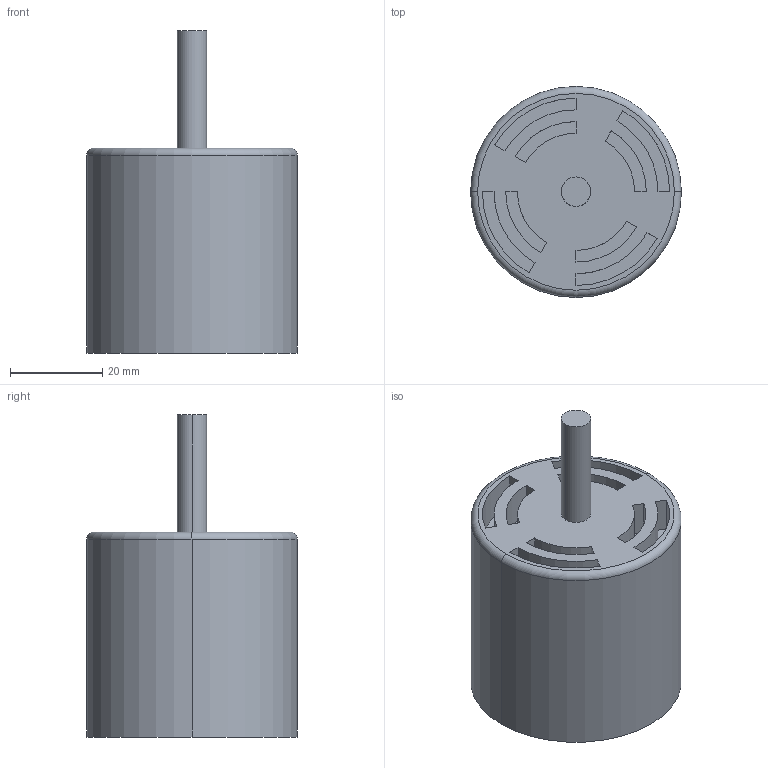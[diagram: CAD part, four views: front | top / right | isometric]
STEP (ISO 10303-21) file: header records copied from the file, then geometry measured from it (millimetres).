
FILE_DESCRIPTION (( 'STEP AP203' ), '1' );
FILE_NAME ('Drone Motor_Default_sldprt.STEP', '2024-10-20T16:50:20', ( '' ), ( '' ), 'SwSTEP 2.0', 'SolidWorks 2024', '' );
FILE_SCHEMA (( 'CONFIG_CONTROL_DESIGN' ));
Length unit declared in the file: millimetre
Products named in the file (1): Drone Motor_Default_sldprt
Bounding box: 45.72 x 45.72 x 69.85 mm (x, y, z)
Volume: 71031.8 mm3; surface area: 12497.3 mm2
Topology: 1 solids, 1 shells, 49 faces, 112 edges, 74 vertices
Faces by surface type: plane 27, cylinder 20, torus 2
Entity records: 1471 total; most frequent: DIRECTION 256, CARTESIAN_POINT 236, ORIENTED_EDGE 224, EDGE_CURVE 112, AXIS2_PLACEMENT_3D 94, VERTEX_POINT 74, VECTOR 68, LINE 68
